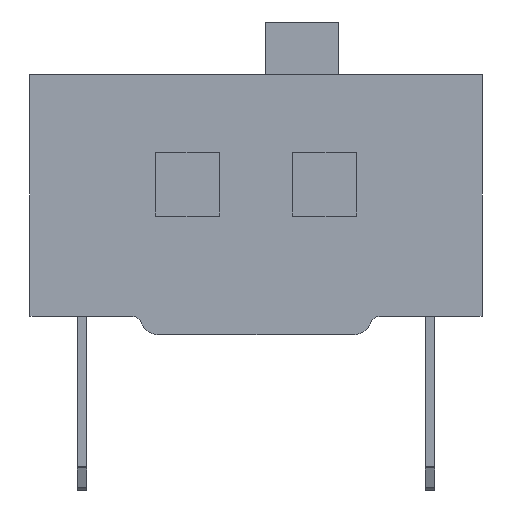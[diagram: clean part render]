
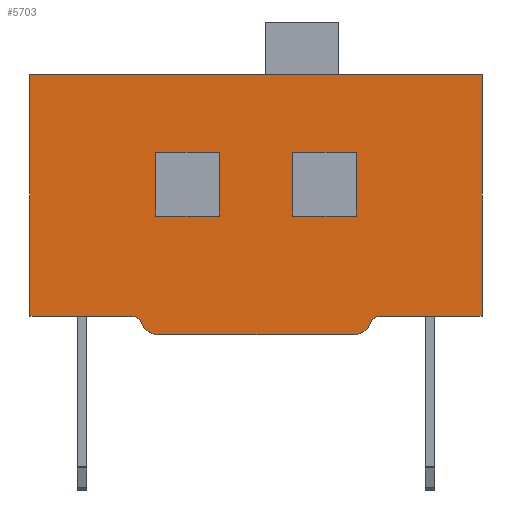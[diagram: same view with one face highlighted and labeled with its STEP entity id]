
A CAD part, left-side view. The second image highlights one B-rep face of the part: STEP entity #5703.
In plain terms, the highlighted planar face has unit normal (-1, 0, 0).
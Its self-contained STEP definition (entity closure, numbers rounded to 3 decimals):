
#277=CIRCLE('',#6072,0.4);
#278=CIRCLE('',#6075,0.2);
#279=CIRCLE('',#6076,0.2);
#280=CIRCLE('',#6077,0.4);
#460=FACE_BOUND('',#1033,.T.);
#461=FACE_BOUND('',#1034,.T.);
#708=FACE_OUTER_BOUND('',#1032,.T.);
#1032=EDGE_LOOP('',(#4946,#4947,#4948,#4949,#4950,#4951,#4952,#4953,#4954,
#4955));
#1033=EDGE_LOOP('',(#4956,#4957,#4958,#4959));
#1034=EDGE_LOOP('',(#4960,#4961,#4962,#4963));
#1581=LINE('',#9297,#2223);
#1627=LINE('',#9410,#2269);
#1630=LINE('',#9418,#2272);
#1631=LINE('',#9419,#2273);
#1632=LINE('',#9421,#2274);
#1633=LINE('',#9423,#2275);
#1634=LINE('',#9429,#2276);
#1635=LINE('',#9431,#2277);
#1636=LINE('',#9433,#2278);
#1637=LINE('',#9434,#2279);
#1638=LINE('',#9437,#2280);
#1639=LINE('',#9439,#2281);
#1640=LINE('',#9441,#2282);
#1641=LINE('',#9442,#2283);
#2223=VECTOR('',#7007,10.);
#2269=VECTOR('',#7085,10.);
#2272=VECTOR('',#7092,10.);
#2273=VECTOR('',#7093,10.);
#2274=VECTOR('',#7094,10.);
#2275=VECTOR('',#7095,10.);
#2276=VECTOR('',#7100,10.);
#2277=VECTOR('',#7101,10.);
#2278=VECTOR('',#7102,10.);
#2279=VECTOR('',#7103,10.);
#2280=VECTOR('',#7104,10.);
#2281=VECTOR('',#7105,10.);
#2282=VECTOR('',#7106,10.);
#2283=VECTOR('',#7107,10.);
#2784=VERTEX_POINT('',#9290);
#2787=VERTEX_POINT('',#9295);
#2836=VERTEX_POINT('',#9403);
#2837=VERTEX_POINT('',#9405);
#2838=VERTEX_POINT('',#9409);
#2840=VERTEX_POINT('',#9415);
#2841=VERTEX_POINT('',#9417);
#2842=VERTEX_POINT('',#9420);
#2843=VERTEX_POINT('',#9422);
#2844=VERTEX_POINT('',#9424);
#2845=VERTEX_POINT('',#9427);
#2846=VERTEX_POINT('',#9428);
#2847=VERTEX_POINT('',#9430);
#2848=VERTEX_POINT('',#9432);
#2849=VERTEX_POINT('',#9435);
#2850=VERTEX_POINT('',#9436);
#2851=VERTEX_POINT('',#9438);
#2852=VERTEX_POINT('',#9440);
#3507=EDGE_CURVE('',#2787,#2784,#1581,.T.);
#3559=EDGE_CURVE('',#2836,#2837,#277,.T.);
#3561=EDGE_CURVE('',#2837,#2838,#1627,.T.);
#3564=EDGE_CURVE('',#2840,#2836,#278,.T.);
#3565=EDGE_CURVE('',#2841,#2840,#1630,.T.);
#3566=EDGE_CURVE('',#2841,#2784,#1631,.T.);
#3567=EDGE_CURVE('',#2842,#2787,#1632,.T.);
#3568=EDGE_CURVE('',#2843,#2842,#1633,.T.);
#3569=EDGE_CURVE('',#2844,#2843,#279,.T.);
#3570=EDGE_CURVE('',#2838,#2844,#280,.T.);
#3571=EDGE_CURVE('',#2845,#2846,#1634,.T.);
#3572=EDGE_CURVE('',#2846,#2847,#1635,.T.);
#3573=EDGE_CURVE('',#2847,#2848,#1636,.T.);
#3574=EDGE_CURVE('',#2848,#2845,#1637,.T.);
#3575=EDGE_CURVE('',#2849,#2850,#1638,.T.);
#3576=EDGE_CURVE('',#2850,#2851,#1639,.T.);
#3577=EDGE_CURVE('',#2851,#2852,#1640,.T.);
#3578=EDGE_CURVE('',#2852,#2849,#1641,.T.);
#4946=ORIENTED_EDGE('',*,*,#3559,.F.);
#4947=ORIENTED_EDGE('',*,*,#3564,.F.);
#4948=ORIENTED_EDGE('',*,*,#3565,.F.);
#4949=ORIENTED_EDGE('',*,*,#3566,.T.);
#4950=ORIENTED_EDGE('',*,*,#3507,.F.);
#4951=ORIENTED_EDGE('',*,*,#3567,.F.);
#4952=ORIENTED_EDGE('',*,*,#3568,.F.);
#4953=ORIENTED_EDGE('',*,*,#3569,.F.);
#4954=ORIENTED_EDGE('',*,*,#3570,.F.);
#4955=ORIENTED_EDGE('',*,*,#3561,.F.);
#4956=ORIENTED_EDGE('',*,*,#3571,.T.);
#4957=ORIENTED_EDGE('',*,*,#3572,.T.);
#4958=ORIENTED_EDGE('',*,*,#3573,.T.);
#4959=ORIENTED_EDGE('',*,*,#3574,.T.);
#4960=ORIENTED_EDGE('',*,*,#3575,.T.);
#4961=ORIENTED_EDGE('',*,*,#3576,.T.);
#4962=ORIENTED_EDGE('',*,*,#3577,.T.);
#4963=ORIENTED_EDGE('',*,*,#3578,.T.);
#5416=PLANE('',#6074);
#5703=ADVANCED_FACE('',(#708,#460,#461),#5416,.T.);
#6072=AXIS2_PLACEMENT_3D('',#9406,#7080,#7081);
#6074=AXIS2_PLACEMENT_3D('',#9414,#7088,#7089);
#6075=AXIS2_PLACEMENT_3D('',#9416,#7090,#7091);
#6076=AXIS2_PLACEMENT_3D('',#9425,#7096,#7097);
#6077=AXIS2_PLACEMENT_3D('',#9426,#7098,#7099);
#7007=DIRECTION('',(0.,-1.,0.));
#7080=DIRECTION('center_axis',(1.,0.,0.));
#7081=DIRECTION('ref_axis',(0.,0.,1.));
#7085=DIRECTION('',(0.,1.,0.));
#7088=DIRECTION('center_axis',(-1.,0.,0.));
#7089=DIRECTION('ref_axis',(0.,-1.,0.));
#7090=DIRECTION('center_axis',(-1.,0.,0.));
#7091=DIRECTION('ref_axis',(0.,0.707,0.707));
#7092=DIRECTION('',(0.,1.,0.));
#7093=DIRECTION('',(0.,0.,1.));
#7094=DIRECTION('',(0.,0.,1.));
#7095=DIRECTION('',(0.,1.,0.));
#7096=DIRECTION('center_axis',(-1.,0.,0.));
#7097=DIRECTION('ref_axis',(0.,-0.707,0.707));
#7098=DIRECTION('center_axis',(1.,0.,0.));
#7099=DIRECTION('ref_axis',(0.,0.,1.));
#7100=DIRECTION('',(0.,1.,0.));
#7101=DIRECTION('',(0.,0.,1.));
#7102=DIRECTION('',(0.,-1.,0.));
#7103=DIRECTION('',(0.,0.,-1.));
#7104=DIRECTION('',(0.,1.,0.));
#7105=DIRECTION('',(0.,0.,1.));
#7106=DIRECTION('',(0.,-1.,0.));
#7107=DIRECTION('',(0.,0.,-1.));
#9290=CARTESIAN_POINT('',(-3.63,2.537,5.3));
#9295=CARTESIAN_POINT('',(-3.63,12.437,5.3));
#9297=CARTESIAN_POINT('',(-3.63,2.537,5.3));
#9403=CARTESIAN_POINT('',(-3.63,4.976,-0.133));
#9405=CARTESIAN_POINT('',(-3.63,5.353,-0.4));
#9406=CARTESIAN_POINT('Origin',(-3.63,5.353,0.));
#9409=CARTESIAN_POINT('',(-3.63,9.621,-0.4));
#9410=CARTESIAN_POINT('',(-3.63,4.987,-0.4));
#9414=CARTESIAN_POINT('Origin',(-3.63,12.437,0.));
#9415=CARTESIAN_POINT('',(-3.63,4.787,0.));
#9416=CARTESIAN_POINT('Origin',(-3.63,4.787,-0.2));
#9417=CARTESIAN_POINT('',(-3.63,2.537,0.));
#9418=CARTESIAN_POINT('',(-3.63,2.537,0.));
#9419=CARTESIAN_POINT('',(-3.63,2.537,0.));
#9420=CARTESIAN_POINT('',(-3.63,12.437,0.));
#9421=CARTESIAN_POINT('',(-3.63,12.437,0.));
#9422=CARTESIAN_POINT('',(-3.63,10.187,0.));
#9423=CARTESIAN_POINT('',(-3.63,2.537,0.));
#9424=CARTESIAN_POINT('',(-3.63,9.998,-0.133));
#9425=CARTESIAN_POINT('Origin',(-3.63,10.187,-0.2));
#9426=CARTESIAN_POINT('Origin',(-3.63,9.621,0.));
#9427=CARTESIAN_POINT('',(-3.63,8.287,2.2));
#9428=CARTESIAN_POINT('',(-3.63,9.687,2.2));
#9429=CARTESIAN_POINT('',(-3.63,10.362,2.2));
#9430=CARTESIAN_POINT('',(-3.63,9.687,3.6));
#9431=CARTESIAN_POINT('',(-3.63,9.687,1.1));
#9432=CARTESIAN_POINT('',(-3.63,8.287,3.6));
#9433=CARTESIAN_POINT('',(-3.63,11.062,3.6));
#9434=CARTESIAN_POINT('',(-3.63,8.287,1.8));
#9435=CARTESIAN_POINT('',(-3.63,5.287,2.2));
#9436=CARTESIAN_POINT('',(-3.63,6.687,2.2));
#9437=CARTESIAN_POINT('',(-3.63,8.862,2.2));
#9438=CARTESIAN_POINT('',(-3.63,6.687,3.6));
#9439=CARTESIAN_POINT('',(-3.63,6.687,1.1));
#9440=CARTESIAN_POINT('',(-3.63,5.287,3.6));
#9441=CARTESIAN_POINT('',(-3.63,9.562,3.6));
#9442=CARTESIAN_POINT('',(-3.63,5.287,1.8));
